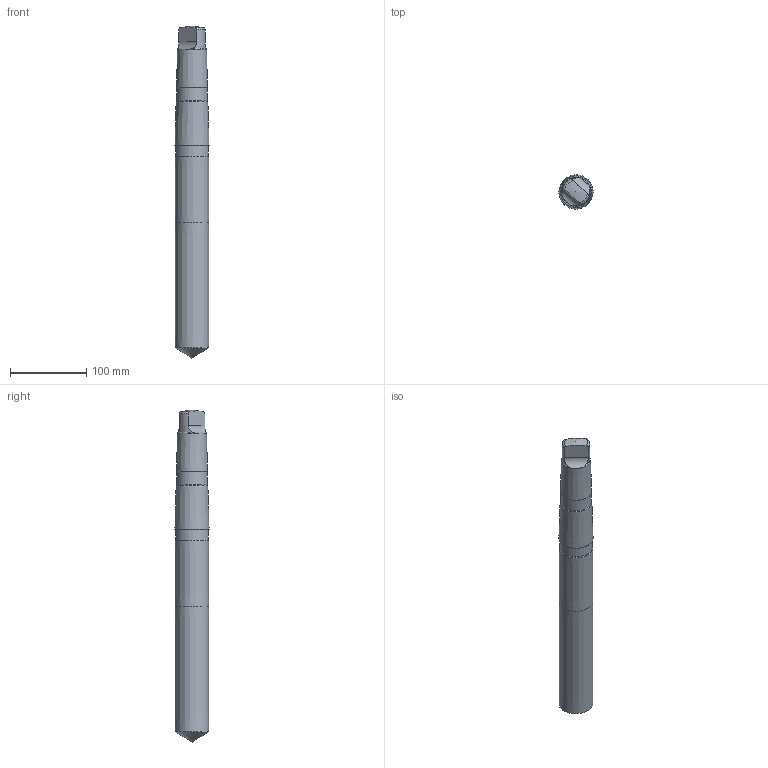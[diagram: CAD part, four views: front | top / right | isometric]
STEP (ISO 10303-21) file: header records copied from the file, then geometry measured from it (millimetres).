
FILE_DESCRIPTION(/* description */ ('2091.3/4'),/* implementation_level */ '2;1');
FILE_NAME(/* name */ 'CAPP~~210908180209~5999504~MOD~TM01_00~ISO~FR.STP',/* time_stamp */ '2021-09-08T18:03:05+02:00',/* author */ ('System'),/* organization */ ('Dormer Pramet'),/* preprocessor_version */ 'ST-DEVELOPER v16.7',/* originating_system */ 'SIEMENS PLM Software NX 12.0',/* authorisation */ '');
FILE_SCHEMA (('AUTOMOTIVE_DESIGN { 1 0 10303 214 3 1 1 1 }'));
Length unit declared in the file: millimetre
Products named in the file (1): CAPP~~210908180209~5999504~MOD~TM01_00~ISO~FR
Bounding box: 44.62 x 44.62 x 434.98 mm (x, y, z)
Volume: 603177.3 mm3; surface area: 62026.9 mm2
Topology: 2 solids, 2 shells, 28 faces, 69 edges, 45 vertices
Faces by surface type: cone 12, plane 6, cylinder 6, torus 4
Full cylindrical faces by diameter (mm): 40.2 x1, 42.95 x1
Entity records: 866 total; most frequent: CARTESIAN_POINT 244, DIRECTION 118, ORIENTED_EDGE 98, AXIS2_PLACEMENT_3D 55, EDGE_CURVE 49, EDGE_LOOP 40, VERTEX_POINT 39, FACE_BOUND 28
